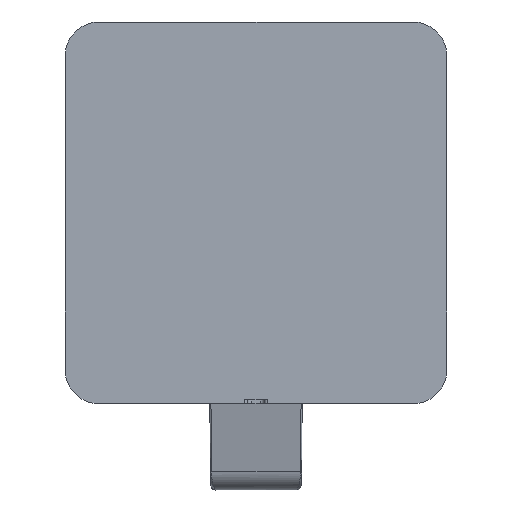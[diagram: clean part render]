
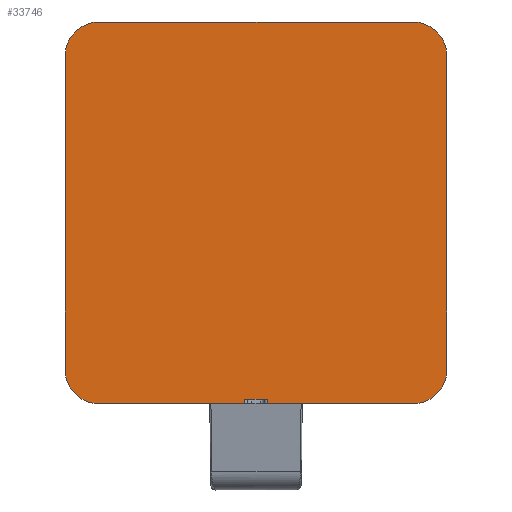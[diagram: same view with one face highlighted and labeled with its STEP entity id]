
A CAD part, left-side view. The second image highlights one B-rep face of the part: STEP entity #33746.
In plain terms, the highlighted face is planar.
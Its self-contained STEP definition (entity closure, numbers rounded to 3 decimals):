
#25091=CARTESIAN_POINT(' ',(70.,85.,0.));
#25092=VERTEX_POINT(' ',#25091);
#25106=CARTESIAN_POINT(' ',(70.,85.,0.));
#25111=DIRECTION(' ',(-1.,0.,0.));
#25116=VECTOR(' ',#25111,1.);
#25121=LINE('',#25106,#25116);
#25126=CARTESIAN_POINT(' ',(-70.,85.,0.));
#25127=VERTEX_POINT(' ',#25126);
#25131=EDGE_CURVE(' ',#25092,#25127,#25121,.T.);
#25261=CARTESIAN_POINT(' ',(-70.,70.,0.));
#25266=DIRECTION(' ',(0.,0.,1.));
#25271=DIRECTION(' ',(0.,1.,0.));
#25276=AXIS2_PLACEMENT_3D(' ',#25261,#25266,#25271);
#25281=CIRCLE('',#25276,15.);
#25286=CARTESIAN_POINT(' ',(-85.,70.,0.));
#25287=VERTEX_POINT(' ',#25286);
#25291=EDGE_CURVE(' ',#25127,#25287,#25281,.T.);
#25376=CARTESIAN_POINT(' ',(-85.,-70.,0.));
#25381=DIRECTION(' ',(0.,1.,0.));
#25386=VECTOR(' ',#25381,1.);
#25391=LINE('',#25376,#25386);
#25396=CARTESIAN_POINT(' ',(-85.,-70.,0.));
#25397=VERTEX_POINT(' ',#25396);
#25401=EDGE_CURVE(' ',#25397,#25287,#25391,.T.);
#33211=CARTESIAN_POINT(' ',(85.,-70.,0.));
#33212=VERTEX_POINT(' ',#33211);
#33226=CARTESIAN_POINT(' ',(85.,-70.,0.));
#33231=DIRECTION(' ',(0.,1.,0.));
#33236=VECTOR(' ',#33231,1.);
#33241=LINE('',#33226,#33236);
#33246=CARTESIAN_POINT(' ',(85.,70.,0.));
#33247=VERTEX_POINT(' ',#33246);
#33251=EDGE_CURVE(' ',#33212,#33247,#33241,.T.);
#33381=CARTESIAN_POINT(' ',(70.,70.,0.));
#33386=DIRECTION(' ',(0.,0.,1.));
#33391=DIRECTION(' ',(1.,0.,0.));
#33396=AXIS2_PLACEMENT_3D(' ',#33381,#33386,#33391);
#33401=CIRCLE('',#33396,15.);
#33406=EDGE_CURVE(' ',#33247,#25092,#33401,.T.);
#33436=DIRECTION(' ',(-0.,0.,-1.));
#33441=CARTESIAN_POINT(' ',(85.,-85.,0.));
#33446=DIRECTION(' ',(-1.,0.,0.));
#33451=AXIS2_PLACEMENT_3D(' ',#33441,#33436,#33446);
#33456=PLANE('',#33451);
#33461=CARTESIAN_POINT(' ',(-4.916,-82.997,0.));
#33466=DIRECTION(' ',(0.,-1.,0.));
#33471=VECTOR(' ',#33466,1.);
#33476=LINE('',#33461,#33471);
#33481=CARTESIAN_POINT(' ',(-4.916,-82.997,0.));
#33482=VERTEX_POINT(' ',#33481);
#33486=CARTESIAN_POINT(' ',(-4.916,-85.,0.));
#33487=VERTEX_POINT(' ',#33486);
#33491=EDGE_CURVE(' ',#33482,#33487,#33476,.T.);
#33496=ORIENTED_EDGE(' ',*,*,#33491,.T.);
#33501=CARTESIAN_POINT(' ',(-4.916,-85.,0.));
#33506=DIRECTION(' ',(-1.,0.,0.));
#33511=VECTOR(' ',#33506,1.);
#33516=LINE('',#33501,#33511);
#33521=CARTESIAN_POINT(' ',(-70.,-85.,0.));
#33522=VERTEX_POINT(' ',#33521);
#33526=EDGE_CURVE(' ',#33487,#33522,#33516,.T.);
#33531=ORIENTED_EDGE(' ',*,*,#33526,.T.);
#33536=CARTESIAN_POINT(' ',(-70.,-70.,0.));
#33541=DIRECTION(' ',(0.,0.,1.));
#33546=DIRECTION(' ',(-1.,0.,0.));
#33551=AXIS2_PLACEMENT_3D(' ',#33536,#33541,#33546);
#33556=CIRCLE('',#33551,15.);
#33561=EDGE_CURVE(' ',#25397,#33522,#33556,.T.);
#33566=ORIENTED_EDGE(' ',*,*,#33561,.F.);
#33571=ORIENTED_EDGE(' ',*,*,#25401,.T.);
#33576=ORIENTED_EDGE(' ',*,*,#25291,.F.);
#33581=ORIENTED_EDGE(' ',*,*,#25131,.F.);
#33586=ORIENTED_EDGE(' ',*,*,#33406,.F.);
#33591=ORIENTED_EDGE(' ',*,*,#33251,.F.);
#33596=CARTESIAN_POINT(' ',(70.,-70.,0.));
#33601=DIRECTION(' ',(0.,0.,1.));
#33606=DIRECTION(' ',(0.,-1.,0.));
#33611=AXIS2_PLACEMENT_3D(' ',#33596,#33601,#33606);
#33616=CIRCLE('',#33611,15.);
#33621=CARTESIAN_POINT(' ',(70.,-85.,0.));
#33622=VERTEX_POINT(' ',#33621);
#33626=EDGE_CURVE(' ',#33622,#33212,#33616,.T.);
#33631=ORIENTED_EDGE(' ',*,*,#33626,.F.);
#33636=CARTESIAN_POINT(' ',(70.,-85.,0.));
#33641=DIRECTION(' ',(-1.,0.,0.));
#33646=VECTOR(' ',#33641,1.);
#33651=LINE('',#33636,#33646);
#33656=CARTESIAN_POINT(' ',(4.916,-85.,0.));
#33657=VERTEX_POINT(' ',#33656);
#33661=EDGE_CURVE(' ',#33622,#33657,#33651,.T.);
#33666=ORIENTED_EDGE(' ',*,*,#33661,.T.);
#33671=CARTESIAN_POINT(' ',(4.916,-82.997,0.));
#33676=DIRECTION(' ',(0.,-1.,0.));
#33681=VECTOR(' ',#33676,1.);
#33686=LINE('',#33671,#33681);
#33691=CARTESIAN_POINT(' ',(4.916,-82.997,0.));
#33692=VERTEX_POINT(' ',#33691);
#33696=EDGE_CURVE(' ',#33692,#33657,#33686,.T.);
#33701=ORIENTED_EDGE(' ',*,*,#33696,.F.);
#33706=CARTESIAN_POINT(' ',(4.916,-82.997,0.));
#33711=DIRECTION(' ',(-1.,0.,0.));
#33716=VECTOR(' ',#33711,1.);
#33721=LINE('',#33706,#33716);
#33726=EDGE_CURVE(' ',#33692,#33482,#33721,.T.);
#33731=ORIENTED_EDGE(' ',*,*,#33726,.T.);
#33736=EDGE_LOOP(' ',(#33496,#33531,#33566,#33571,#33576,#33581,#33586,#33591,#33631,#33666,#33701,#33731));
#33741=FACE_OUTER_BOUND(' ',#33736,.T.);
#33746=ADVANCED_FACE('',(#33741),#33456,.T.);
